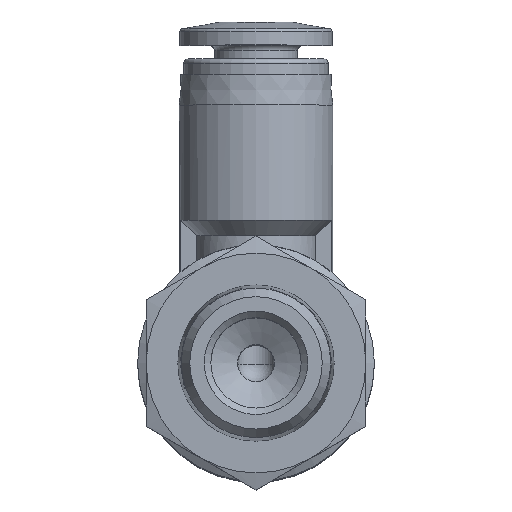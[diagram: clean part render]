
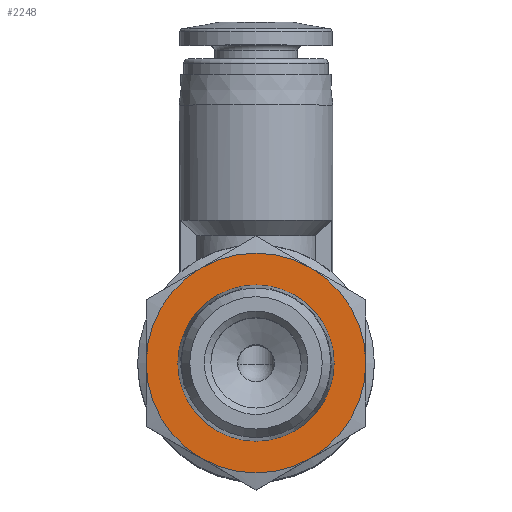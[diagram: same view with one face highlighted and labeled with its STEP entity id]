
A CAD part, top view. The second image highlights one B-rep face of the part: STEP entity #2248.
In plain terms, the highlighted planar face has unit normal (0, 0, 1).
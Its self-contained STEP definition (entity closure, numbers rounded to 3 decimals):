
#41=PLANE('',#2424);
#258=CIRCLE('',#2413,5.082);
#259=CIRCLE('',#2415,7.145);
#260=CIRCLE('',#2417,7.145);
#261=CIRCLE('',#2419,7.145);
#262=CIRCLE('',#2421,7.145);
#263=CIRCLE('',#2423,7.145);
#264=CIRCLE('',#2425,7.145);
#498=ORIENTED_EDGE('',*,*,#806,.F.);
#499=ORIENTED_EDGE('',*,*,#805,.F.);
#500=ORIENTED_EDGE('',*,*,#804,.F.);
#501=ORIENTED_EDGE('',*,*,#807,.F.);
#502=ORIENTED_EDGE('',*,*,#803,.F.);
#503=ORIENTED_EDGE('',*,*,#802,.F.);
#504=ORIENTED_EDGE('',*,*,#801,.F.);
#801=EDGE_CURVE('',#961,#961,#258,.T.);
#802=EDGE_CURVE('',#952,#954,#259,.T.);
#803=EDGE_CURVE('',#954,#956,#260,.T.);
#804=EDGE_CURVE('',#957,#948,#261,.T.);
#805=EDGE_CURVE('',#948,#950,#262,.T.);
#806=EDGE_CURVE('',#950,#952,#263,.T.);
#807=EDGE_CURVE('',#956,#957,#264,.T.);
#948=VERTEX_POINT('',#3362);
#950=VERTEX_POINT('',#3374);
#952=VERTEX_POINT('',#3386);
#954=VERTEX_POINT('',#3398);
#956=VERTEX_POINT('',#3410);
#957=VERTEX_POINT('',#3420);
#961=VERTEX_POINT('',#3435);
#1082=EDGE_LOOP('',(#498,#499,#500,#501,#502,#503));
#1083=EDGE_LOOP('',(#504));
#1267=FACE_BOUND('',#1082,.T.);
#1268=FACE_BOUND('',#1083,.T.);
#2248=ADVANCED_FACE('',(#1267,#1268),#41,.F.);
#2413=AXIS2_PLACEMENT_3D('',#3434,#2747,#2748);
#2415=AXIS2_PLACEMENT_3D('',#3437,#2751,#2752);
#2417=AXIS2_PLACEMENT_3D('',#3439,#2755,#2756);
#2419=AXIS2_PLACEMENT_3D('',#3441,#2759,#2760);
#2421=AXIS2_PLACEMENT_3D('',#3443,#2763,#2764);
#2423=AXIS2_PLACEMENT_3D('',#3445,#2767,#2768);
#2424=AXIS2_PLACEMENT_3D('',#3446,#2769,#2770);
#2425=AXIS2_PLACEMENT_3D('',#3447,#2771,#2772);
#2747=DIRECTION('',(0.,0.,1.));
#2748=DIRECTION('',(1.,0.,0.));
#2751=DIRECTION('',(0.,0.,-1.));
#2752=DIRECTION('',(-1.,0.,0.));
#2755=DIRECTION('',(0.,0.,-1.));
#2756=DIRECTION('',(-1.,0.,0.));
#2759=DIRECTION('',(0.,0.,-1.));
#2760=DIRECTION('',(-1.,0.,0.));
#2763=DIRECTION('',(0.,0.,-1.));
#2764=DIRECTION('',(-1.,0.,0.));
#2767=DIRECTION('',(0.,0.,-1.));
#2768=DIRECTION('',(-1.,0.,0.));
#2769=DIRECTION('',(0.,0.,-1.));
#2770=DIRECTION('',(-1.,0.,0.));
#2771=DIRECTION('',(0.,0.,-1.));
#2772=DIRECTION('',(-1.,0.,0.));
#3362=CARTESIAN_POINT('',(-7.145,0.,0.));
#3374=CARTESIAN_POINT('',(-3.573,6.188,0.));
#3386=CARTESIAN_POINT('',(3.573,6.188,0.));
#3398=CARTESIAN_POINT('',(7.145,0.,0.));
#3410=CARTESIAN_POINT('',(3.573,-6.188,0.));
#3420=CARTESIAN_POINT('',(-3.573,-6.188,0.));
#3434=CARTESIAN_POINT('',(0.,0.,0.));
#3435=CARTESIAN_POINT('',(5.082,0.,0.));
#3437=CARTESIAN_POINT('',(0.,0.,0.));
#3439=CARTESIAN_POINT('',(0.,0.,0.));
#3441=CARTESIAN_POINT('',(0.,0.,0.));
#3443=CARTESIAN_POINT('',(0.,0.,0.));
#3445=CARTESIAN_POINT('',(0.,0.,0.));
#3446=CARTESIAN_POINT('',(0.,0.,0.));
#3447=CARTESIAN_POINT('',(0.,0.,0.));
